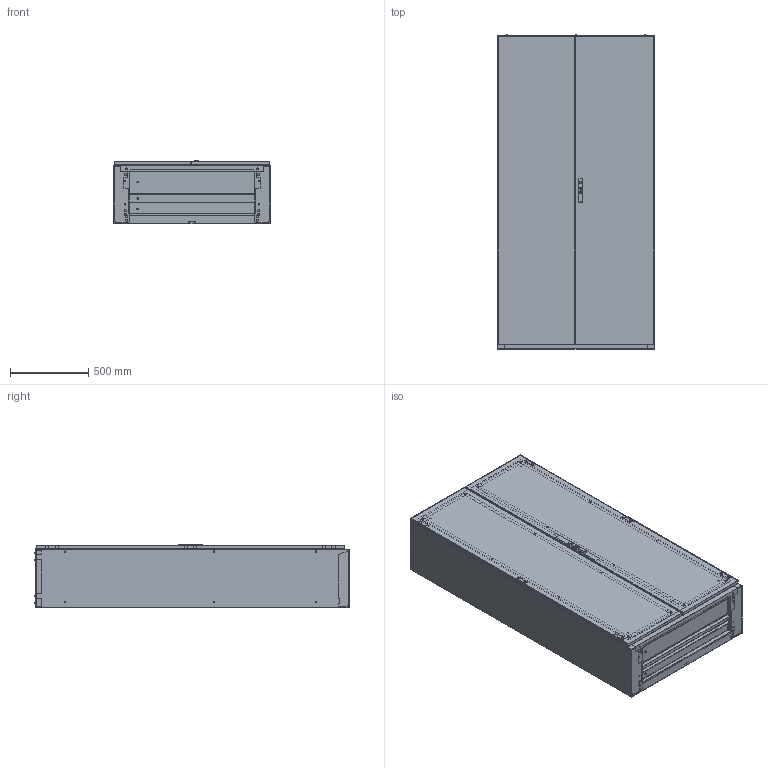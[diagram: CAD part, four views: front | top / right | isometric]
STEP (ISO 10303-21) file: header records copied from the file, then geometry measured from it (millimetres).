
FILE_DESCRIPTION (( 'STEP AP214' ), '1' );
FILE_NAME ('0370-1120-40-00.STEP', '2015-05-05T06:10:28', ( '' ), ( '' ), 'SwSTEP 2.0', 'SolidWorks 2014', '' );
FILE_SCHEMA (( 'AUTOMOTIVE_DESIGN' ));
Length unit declared in the file: millimetre
Products named in the file (14): Tragschiene oben rechts (Modell) T400; Tragschiene oben links (Modell) T400; Dachwinkel vorn-hinten (Modell) B1000; Tragschiene unten links (Modell) T400; Dachplatte 0390 (Modell) B1000T400; Bodenblech vorn-hinten (Modell) B1000; Tragschiene unten rechts (Modell) T400; Abwicklung kpl (Modell) B1000H2000T400; 0370-1120-40-00; Tuere LP 0395 (Modell) B 1000 H 2000; Tuere GG 0395 (Modell) B 1000 H 2000; Bodenplatte hinten 0395 f黵 0390 (Modell) B1000; Bodenplatte mitte 0395 f黵 0390 (Modell) B1000; Bodenplatte vorne 0395 f黵 0390 (Modell) B1000
Assembly tree (13 placements, depth 2):
  0370-1120-40-00
    Abwicklung kpl (Modell) B1000H2000T400
    Tragschiene unten rechts (Modell) T400
    Bodenblech vorn-hinten (Modell) B1000
    Dachplatte 0390 (Modell) B1000T400
    Tragschiene unten links (Modell) T400
    Dachwinkel vorn-hinten (Modell) B1000
    Tragschiene oben links (Modell) T400
    Tragschiene oben rechts (Modell) T400
    Bodenplatte vorne 0395 f黵 0390 (Modell) B1000
    Bodenplatte mitte 0395 f黵 0390 (Modell) B1000
    Bodenplatte hinten 0395 f黵 0390 (Modell) B1000
    Tuere GG 0395 (Modell) B 1000 H 2000
    Tuere LP 0395 (Modell) B 1000 H 2000
Bounding box: 1000 x 2006.5 x 407.5 mm (x, y, z)
Volume: 14814331.6 mm3; surface area: 16781708 mm2
Topology: 23 solids, 23 shells, 3032 faces, 8128 edges, 5385 vertices
Faces by surface type: cylinder 1518, plane 1436, cone 78
Entity records: 123599 total; most frequent: DIRECTION 17197, CARTESIAN_POINT 17098, ORIENTED_EDGE 16256, EDGE_CURVE 8128, AXIS2_PLACEMENT_3D 6176, VERTEX_POINT 5385, LINE 4845, VECTOR 4845
